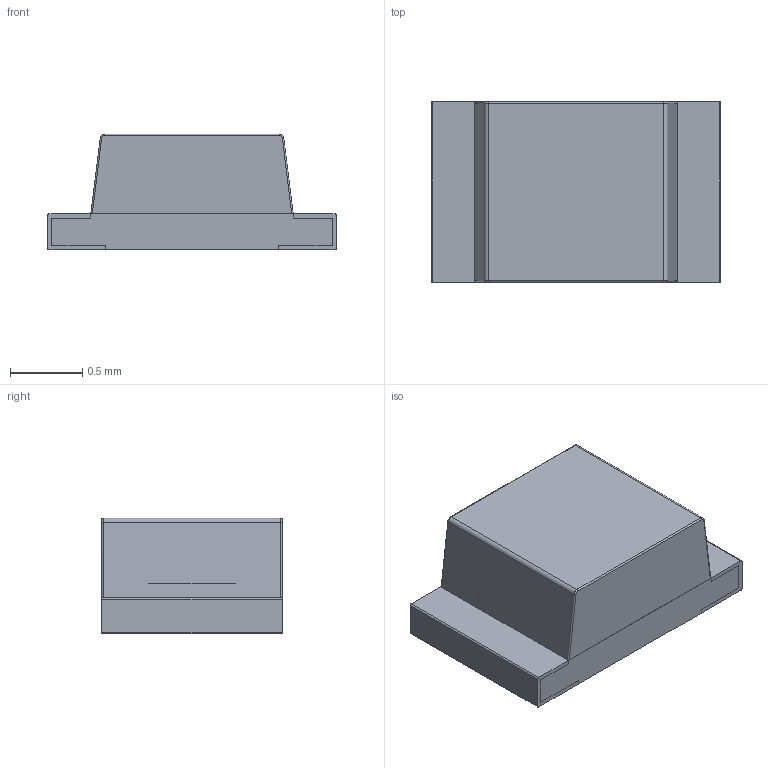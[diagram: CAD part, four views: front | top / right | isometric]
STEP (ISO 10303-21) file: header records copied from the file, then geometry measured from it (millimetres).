
FILE_DESCRIPTION(('STEP AP242'),'1');
FILE_NAME('70522027.stp','2019-10-01T09:35:03',('TraceParts'),('TraceParts S.A.'),'Spatial InterOp 3D',' ',' ');
FILE_SCHEMA(('AP242_MANAGED_MODEL_BASED_3D_ENGINEERING_MIM_LF {1 0 10303 442 1 1 4}'));
Length unit declared in the file: millimetre
Products named in the file (1): 70522027_1
Bounding box: 2 x 1.25 x 0.8 mm (x, y, z)
Volume: 1.6 mm3; surface area: 19 mm2
Topology: 9 solids, 9 shells, 82 faces, 184 edges, 120 vertices
Faces by surface type: plane 62, cylinder 12, bspline 8
Entity records: 3253 total; most frequent: CARTESIAN_POINT 699, ORIENTED_EDGE 368, DIRECTION 358, EDGE_CURVE 184, LINE 144, VECTOR 144, VERTEX_POINT 120, AXIS2_PLACEMENT_3D 107
